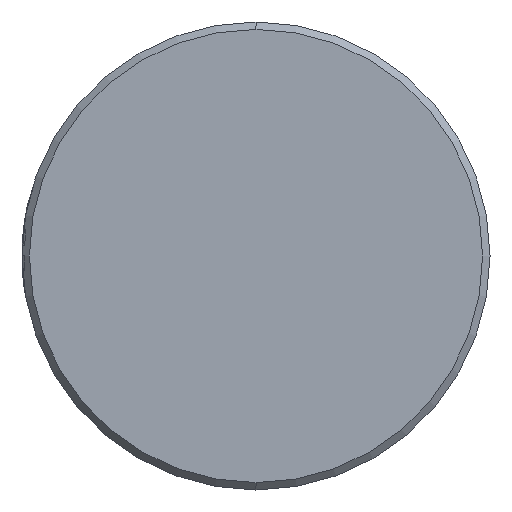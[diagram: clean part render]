
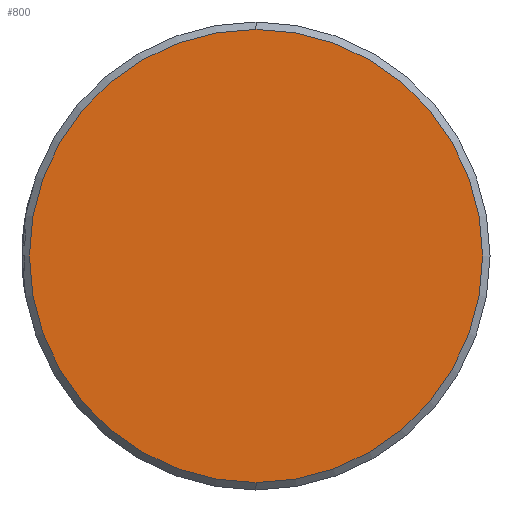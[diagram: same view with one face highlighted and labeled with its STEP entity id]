
A CAD part, left-side view. The second image highlights one B-rep face of the part: STEP entity #800.
In plain terms, the highlighted planar face has unit normal (-1, 0, 0).
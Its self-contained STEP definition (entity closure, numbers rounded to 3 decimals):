
#45 = CIRCLE ( 'NONE', #314, 9.2 ) ;
#98 = ORIENTED_EDGE ( 'NONE', *, *, #125, .T. ) ;
#112 = VERTEX_POINT ( 'NONE', #675 ) ;
#125 = EDGE_CURVE ( 'NONE', #835, #112, #45, .T. ) ;
#217 = DIRECTION ( 'NONE',  ( -1., 0., 0. ) ) ;
#236 = DIRECTION ( 'NONE',  ( -1., 0., 0. ) ) ;
#314 = AXIS2_PLACEMENT_3D ( 'NONE', #513, #509, #504 ) ;
#344 = CARTESIAN_POINT ( 'NONE',  ( -5., 0., -9.2 ) ) ;
#354 = EDGE_LOOP ( 'NONE', ( #98, #477 ) ) ;
#423 = PLANE ( 'NONE',  #1015 ) ;
#477 = ORIENTED_EDGE ( 'NONE', *, *, #757, .T. ) ;
#504 = DIRECTION ( 'NONE',  ( 0., 0., 1. ) ) ;
#509 = DIRECTION ( 'NONE',  ( -1., 0., 0. ) ) ;
#513 = CARTESIAN_POINT ( 'NONE',  ( -5., 0., 0. ) ) ;
#675 = CARTESIAN_POINT ( 'NONE',  ( -5., 0., 9.2 ) ) ;
#738 = AXIS2_PLACEMENT_3D ( 'NONE', #829, #217, #932 ) ;
#757 = EDGE_CURVE ( 'NONE', #112, #835, #1040, .T. ) ;
#800 = ADVANCED_FACE ( 'NONE', ( #1289 ), #423, .T. ) ;
#823 = CARTESIAN_POINT ( 'NONE',  ( -5., 0., 0. ) ) ;
#829 = CARTESIAN_POINT ( 'NONE',  ( -5., 0., 0. ) ) ;
#835 = VERTEX_POINT ( 'NONE', #344 ) ;
#932 = DIRECTION ( 'NONE',  ( 0., 0., 1. ) ) ;
#949 = DIRECTION ( 'NONE',  ( 0., 0., 1. ) ) ;
#1015 = AXIS2_PLACEMENT_3D ( 'NONE', #823, #236, #949 ) ;
#1040 = CIRCLE ( 'NONE', #738, 9.2 ) ;
#1289 = FACE_OUTER_BOUND ( 'NONE', #354, .T. ) ;
